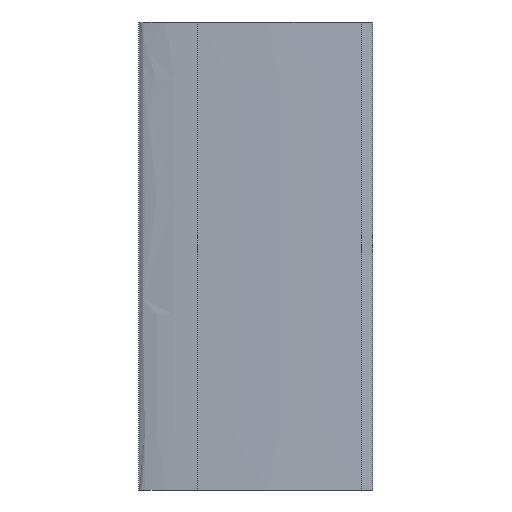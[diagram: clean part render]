
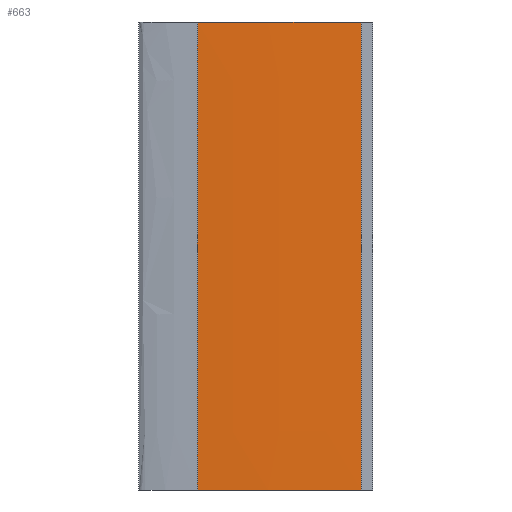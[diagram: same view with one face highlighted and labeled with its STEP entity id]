
A CAD part, front view. The second image highlights one B-rep face of the part: STEP entity #663.
In plain terms, the highlighted face is a extrusion surface.
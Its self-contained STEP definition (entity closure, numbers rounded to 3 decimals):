
#36 = EDGE_CURVE('',#37,#39,#41,.T.);
#37 = VERTEX_POINT('',#38);
#38 = CARTESIAN_POINT('',(0.125,-0.015,0.));
#39 = VERTEX_POINT('',#40);
#40 = CARTESIAN_POINT('',(0.125,-0.015,1.));
#41 = SURFACE_CURVE('',#42,(#46,#68),.PCURVE_S1.);
#42 = LINE('',#43,#44);
#43 = CARTESIAN_POINT('',(0.125,-0.015,0.));
#44 = VECTOR('',#45,1.);
#45 = DIRECTION('',(0.,0.,1.));
#46 = PCURVE('',#47,#62);
#47 = SURFACE_OF_LINEAR_EXTRUSION('',#48,#60);
#48 = B_SPLINE_CURVE_WITH_KNOTS('',3,(#49,#50,#51,#52,#53,#54,#55,#56,
    #57,#58,#59),.UNSPECIFIED.,.F.,.F.,(4,1,1,1,1,1,1,1,4),(0.,
    0.025,0.05,0.075,
    0.088,0.1,0.113,0.119,
    0.127),.UNSPECIFIED.);
#49 = CARTESIAN_POINT('',(0.125,-0.015,0.));
#50 = CARTESIAN_POINT('',(0.117,-0.015,0.));
#51 = CARTESIAN_POINT('',(0.1,-0.014,0.));
#52 = CARTESIAN_POINT('',(0.075,-0.013,0.));
#53 = CARTESIAN_POINT('',(0.054,-0.012,0.));
#54 = CARTESIAN_POINT('',(0.037,-0.011,0.));
#55 = CARTESIAN_POINT('',(0.025,-0.009,0.));
#56 = CARTESIAN_POINT('',(0.015,-0.007,0.));
#57 = CARTESIAN_POINT('',(0.006,-0.005,0.));
#58 = CARTESIAN_POINT('',(0.002,-0.002,-0.));
#59 = CARTESIAN_POINT('',(0.,0.,0.));
#60 = VECTOR('',#61,1.);
#61 = DIRECTION('',(-0.,-0.,-1.));
#62 = DEFINITIONAL_REPRESENTATION('',(#63),#67);
#63 = LINE('',#64,#65);
#64 = CARTESIAN_POINT('',(0.,0.));
#65 = VECTOR('',#66,1.);
#66 = DIRECTION('',(0.,-1.));
#67 = ( GEOMETRIC_REPRESENTATION_CONTEXT(2) 
PARAMETRIC_REPRESENTATION_CONTEXT() REPRESENTATION_CONTEXT('2D SPACE',''
  ) );
#68 = PCURVE('',#69,#84);
#69 = SURFACE_OF_LINEAR_EXTRUSION('',#70,#82);
#70 = B_SPLINE_CURVE_WITH_KNOTS('',3,(#71,#72,#73,#74,#75,#76,#77,#78,
    #79,#80,#81),.UNSPECIFIED.,.F.,.F.,(4,1,1,1,1,1,1,1,4),(0.,
    0.025,0.075,0.125,0.175,
    0.225,0.275,0.325,0.35),
  .UNSPECIFIED.);
#71 = CARTESIAN_POINT('',(0.475,-0.002,0.));
#72 = CARTESIAN_POINT('',(0.467,-0.003,0.));
#73 = CARTESIAN_POINT('',(0.442,-0.004,0.));
#74 = CARTESIAN_POINT('',(0.4,-0.007,0.));
#75 = CARTESIAN_POINT('',(0.35,-0.009,0.));
#76 = CARTESIAN_POINT('',(0.3,-0.011,0.));
#77 = CARTESIAN_POINT('',(0.25,-0.013,0.));
#78 = CARTESIAN_POINT('',(0.2,-0.015,0.));
#79 = CARTESIAN_POINT('',(0.158,-0.015,0.));
#80 = CARTESIAN_POINT('',(0.133,-0.015,-0.));
#81 = CARTESIAN_POINT('',(0.125,-0.015,0.));
#82 = VECTOR('',#83,1.);
#83 = DIRECTION('',(-0.,-0.,-1.));
#84 = DEFINITIONAL_REPRESENTATION('',(#85),#89);
#85 = LINE('',#86,#87);
#86 = CARTESIAN_POINT('',(0.35,0.));
#87 = VECTOR('',#88,1.);
#88 = DIRECTION('',(0.,-1.));
#89 = ( GEOMETRIC_REPRESENTATION_CONTEXT(2) 
PARAMETRIC_REPRESENTATION_CONTEXT() REPRESENTATION_CONTEXT('2D SPACE',''
  ) );
#115 = PLANE('',#116);
#116 = AXIS2_PLACEMENT_3D('',#117,#118,#119);
#117 = CARTESIAN_POINT('',(0.249,0.,1.));
#118 = DIRECTION('',(-0.,-0.,-1.));
#119 = DIRECTION('',(-1.,0.,0.));
#195 = PLANE('',#196);
#196 = AXIS2_PLACEMENT_3D('',#197,#198,#199);
#197 = CARTESIAN_POINT('',(0.249,0.,0.));
#198 = DIRECTION('',(-0.,-0.,-1.));
#199 = DIRECTION('',(-1.,0.,0.));
#538 = PLANE('',#539);
#539 = AXIS2_PLACEMENT_3D('',#540,#541,#542);
#540 = CARTESIAN_POINT('',(0.5,0.,0.));
#541 = DIRECTION('',(0.068,-0.998,0.));
#542 = DIRECTION('',(-0.998,-0.068,0.));
#598 = VERTEX_POINT('',#599);
#599 = CARTESIAN_POINT('',(0.475,-0.002,1.));
#620 = EDGE_CURVE('',#621,#598,#623,.T.);
#621 = VERTEX_POINT('',#622);
#622 = CARTESIAN_POINT('',(0.475,-0.002,0.));
#623 = SURFACE_CURVE('',#624,(#628,#635),.PCURVE_S1.);
#624 = LINE('',#625,#626);
#625 = CARTESIAN_POINT('',(0.475,-0.002,0.));
#626 = VECTOR('',#627,1.);
#627 = DIRECTION('',(0.,0.,1.));
#628 = PCURVE('',#538,#629);
#629 = DEFINITIONAL_REPRESENTATION('',(#630),#634);
#630 = LINE('',#631,#632);
#631 = CARTESIAN_POINT('',(0.025,0.));
#632 = VECTOR('',#633,1.);
#633 = DIRECTION('',(0.,-1.));
#634 = ( GEOMETRIC_REPRESENTATION_CONTEXT(2) 
PARAMETRIC_REPRESENTATION_CONTEXT() REPRESENTATION_CONTEXT('2D SPACE',''
  ) );
#635 = PCURVE('',#69,#636);
#636 = DEFINITIONAL_REPRESENTATION('',(#637),#641);
#637 = LINE('',#638,#639);
#638 = CARTESIAN_POINT('',(0.,0.));
#639 = VECTOR('',#640,1.);
#640 = DIRECTION('',(0.,-1.));
#641 = ( GEOMETRIC_REPRESENTATION_CONTEXT(2) 
PARAMETRIC_REPRESENTATION_CONTEXT() REPRESENTATION_CONTEXT('2D SPACE',''
  ) );
#663 = ADVANCED_FACE('',(#664),#69,.T.);
#664 = FACE_BOUND('',#665,.T.);
#665 = EDGE_LOOP('',(#666,#667,#704,#705));
#666 = ORIENTED_EDGE('',*,*,#620,.T.);
#667 = ORIENTED_EDGE('',*,*,#668,.T.);
#668 = EDGE_CURVE('',#598,#39,#669,.T.);
#669 = SURFACE_CURVE('',#670,(#682,#689),.PCURVE_S1.);
#670 = B_SPLINE_CURVE_WITH_KNOTS('',3,(#671,#672,#673,#674,#675,#676,
    #677,#678,#679,#680,#681),.UNSPECIFIED.,.F.,.F.,(4,1,1,1,1,1,1,1,4),
  (0.,0.025,0.075,0.125,0.175,
    0.225,0.275,0.325,0.35),
  .UNSPECIFIED.);
#671 = CARTESIAN_POINT('',(0.475,-0.002,1.));
#672 = CARTESIAN_POINT('',(0.467,-0.003,1.));
#673 = CARTESIAN_POINT('',(0.442,-0.004,1.));
#674 = CARTESIAN_POINT('',(0.4,-0.007,1.));
#675 = CARTESIAN_POINT('',(0.35,-0.009,1.));
#676 = CARTESIAN_POINT('',(0.3,-0.011,1.));
#677 = CARTESIAN_POINT('',(0.25,-0.013,1.));
#678 = CARTESIAN_POINT('',(0.2,-0.015,1.));
#679 = CARTESIAN_POINT('',(0.158,-0.015,1.));
#680 = CARTESIAN_POINT('',(0.133,-0.015,1.));
#681 = CARTESIAN_POINT('',(0.125,-0.015,1.));
#682 = PCURVE('',#69,#683);
#683 = DEFINITIONAL_REPRESENTATION('',(#684),#688);
#684 = LINE('',#685,#686);
#685 = CARTESIAN_POINT('',(0.,-1.));
#686 = VECTOR('',#687,1.);
#687 = DIRECTION('',(1.,0.));
#688 = ( GEOMETRIC_REPRESENTATION_CONTEXT(2) 
PARAMETRIC_REPRESENTATION_CONTEXT() REPRESENTATION_CONTEXT('2D SPACE',''
  ) );
#689 = PCURVE('',#115,#690);
#690 = DEFINITIONAL_REPRESENTATION('',(#691),#703);
#691 = B_SPLINE_CURVE_WITH_KNOTS('',3,(#692,#693,#694,#695,#696,#697,
    #698,#699,#700,#701,#702),.UNSPECIFIED.,.F.,.F.,(4,1,1,1,1,1,1,1,4),
  (0.,0.025,0.075,0.125,0.175,
    0.225,0.275,0.325,0.35),
  .UNSPECIFIED.);
#692 = CARTESIAN_POINT('',(-0.226,-0.002));
#693 = CARTESIAN_POINT('',(-0.218,-0.003));
#694 = CARTESIAN_POINT('',(-0.193,-0.004));
#695 = CARTESIAN_POINT('',(-0.151,-0.007));
#696 = CARTESIAN_POINT('',(-0.101,-0.009));
#697 = CARTESIAN_POINT('',(-0.051,-0.011));
#698 = CARTESIAN_POINT('',(-0.001,-0.013));
#699 = CARTESIAN_POINT('',(0.049,-0.015));
#700 = CARTESIAN_POINT('',(0.091,-0.015));
#701 = CARTESIAN_POINT('',(0.116,-0.015));
#702 = CARTESIAN_POINT('',(0.124,-0.015));
#703 = ( GEOMETRIC_REPRESENTATION_CONTEXT(2) 
PARAMETRIC_REPRESENTATION_CONTEXT() REPRESENTATION_CONTEXT('2D SPACE',''
  ) );
#704 = ORIENTED_EDGE('',*,*,#36,.F.);
#705 = ORIENTED_EDGE('',*,*,#706,.F.);
#706 = EDGE_CURVE('',#621,#37,#707,.T.);
#707 = SURFACE_CURVE('',#708,(#720,#727),.PCURVE_S1.);
#708 = B_SPLINE_CURVE_WITH_KNOTS('',3,(#709,#710,#711,#712,#713,#714,
    #715,#716,#717,#718,#719),.UNSPECIFIED.,.F.,.F.,(4,1,1,1,1,1,1,1,4),
  (0.,0.025,0.075,0.125,0.175,
    0.225,0.275,0.325,0.35),
  .UNSPECIFIED.);
#709 = CARTESIAN_POINT('',(0.475,-0.002,0.));
#710 = CARTESIAN_POINT('',(0.467,-0.003,0.));
#711 = CARTESIAN_POINT('',(0.442,-0.004,0.));
#712 = CARTESIAN_POINT('',(0.4,-0.007,0.));
#713 = CARTESIAN_POINT('',(0.35,-0.009,0.));
#714 = CARTESIAN_POINT('',(0.3,-0.011,0.));
#715 = CARTESIAN_POINT('',(0.25,-0.013,0.));
#716 = CARTESIAN_POINT('',(0.2,-0.015,0.));
#717 = CARTESIAN_POINT('',(0.158,-0.015,0.));
#718 = CARTESIAN_POINT('',(0.133,-0.015,-0.));
#719 = CARTESIAN_POINT('',(0.125,-0.015,0.));
#720 = PCURVE('',#69,#721);
#721 = DEFINITIONAL_REPRESENTATION('',(#722),#726);
#722 = LINE('',#723,#724);
#723 = CARTESIAN_POINT('',(0.,0.));
#724 = VECTOR('',#725,1.);
#725 = DIRECTION('',(1.,0.));
#726 = ( GEOMETRIC_REPRESENTATION_CONTEXT(2) 
PARAMETRIC_REPRESENTATION_CONTEXT() REPRESENTATION_CONTEXT('2D SPACE',''
  ) );
#727 = PCURVE('',#195,#728);
#728 = DEFINITIONAL_REPRESENTATION('',(#729),#741);
#729 = B_SPLINE_CURVE_WITH_KNOTS('',3,(#730,#731,#732,#733,#734,#735,
    #736,#737,#738,#739,#740),.UNSPECIFIED.,.F.,.F.,(4,1,1,1,1,1,1,1,4),
  (0.,0.025,0.075,0.125,0.175,
    0.225,0.275,0.325,0.35),
  .UNSPECIFIED.);
#730 = CARTESIAN_POINT('',(-0.226,-0.002));
#731 = CARTESIAN_POINT('',(-0.218,-0.003));
#732 = CARTESIAN_POINT('',(-0.193,-0.004));
#733 = CARTESIAN_POINT('',(-0.151,-0.007));
#734 = CARTESIAN_POINT('',(-0.101,-0.009));
#735 = CARTESIAN_POINT('',(-0.051,-0.011));
#736 = CARTESIAN_POINT('',(-0.001,-0.013));
#737 = CARTESIAN_POINT('',(0.049,-0.015));
#738 = CARTESIAN_POINT('',(0.091,-0.015));
#739 = CARTESIAN_POINT('',(0.116,-0.015));
#740 = CARTESIAN_POINT('',(0.124,-0.015));
#741 = ( GEOMETRIC_REPRESENTATION_CONTEXT(2) 
PARAMETRIC_REPRESENTATION_CONTEXT() REPRESENTATION_CONTEXT('2D SPACE',''
  ) );
